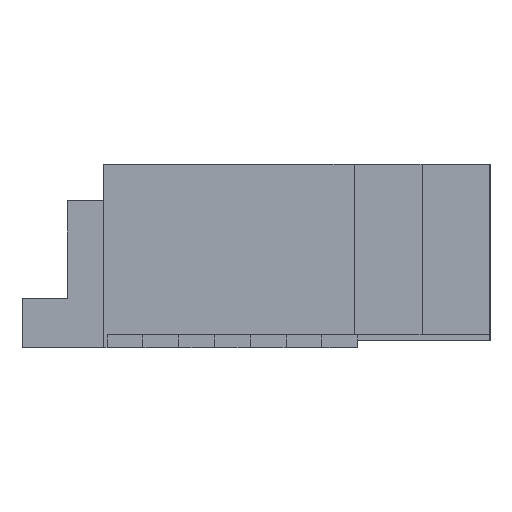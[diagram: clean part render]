
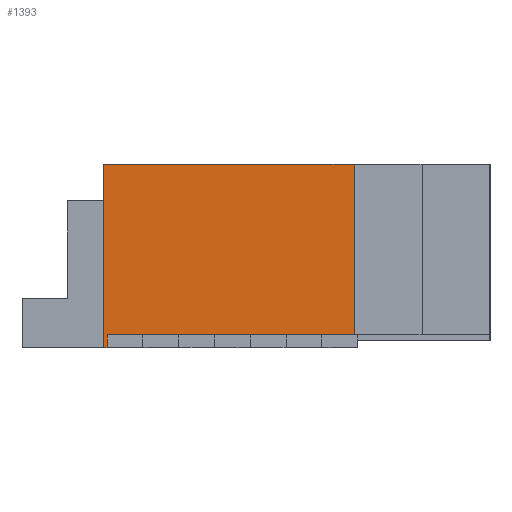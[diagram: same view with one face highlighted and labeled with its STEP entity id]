
A CAD part, left-side view. The second image highlights one B-rep face of the part: STEP entity #1393.
In plain terms, the highlighted planar face has unit normal (-1, 0, 0).
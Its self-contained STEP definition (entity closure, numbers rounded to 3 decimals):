
#40 = VERTEX_POINT('',#41);
#41 = CARTESIAN_POINT('',(-9.935,0.8,2.56));
#47 = EDGE_CURVE('',#48,#40,#50,.T.);
#48 = VERTEX_POINT('',#49);
#49 = CARTESIAN_POINT('',(-9.935,0.8,0.));
#50 = LINE('',#51,#52);
#51 = CARTESIAN_POINT('',(-9.935,0.8,0.));
#52 = VECTOR('',#53,1.);
#53 = DIRECTION('',(0.,0.,1.));
#550 = VERTEX_POINT('',#551);
#551 = CARTESIAN_POINT('',(-9.935,0.75,0.));
#557 = EDGE_CURVE('',#48,#550,#558,.T.);
#558 = LINE('',#559,#560);
#559 = CARTESIAN_POINT('',(-9.935,0.8,0.));
#560 = VECTOR('',#561,1.);
#561 = DIRECTION('',(0.,-1.,0.));
#1393 = ADVANCED_FACE('',(#1394),#1428,.F.);
#1394 = FACE_BOUND('',#1395,.F.);
#1395 = EDGE_LOOP('',(#1396,#1397,#1398,#1406,#1414,#1422));
#1396 = ORIENTED_EDGE('',*,*,#557,.F.);
#1397 = ORIENTED_EDGE('',*,*,#47,.T.);
#1398 = ORIENTED_EDGE('',*,*,#1399,.T.);
#1399 = EDGE_CURVE('',#40,#1400,#1402,.T.);
#1400 = VERTEX_POINT('',#1401);
#1401 = CARTESIAN_POINT('',(-9.935,-2.7,2.56));
#1402 = LINE('',#1403,#1404);
#1403 = CARTESIAN_POINT('',(-9.935,0.8,2.56));
#1404 = VECTOR('',#1405,1.);
#1405 = DIRECTION('',(0.,-1.,0.));
#1406 = ORIENTED_EDGE('',*,*,#1407,.F.);
#1407 = EDGE_CURVE('',#1408,#1400,#1410,.T.);
#1408 = VERTEX_POINT('',#1409);
#1409 = CARTESIAN_POINT('',(-9.935,-2.7,0.18));
#1410 = LINE('',#1411,#1412);
#1411 = CARTESIAN_POINT('',(-9.935,-2.7,0.));
#1412 = VECTOR('',#1413,1.);
#1413 = DIRECTION('',(0.,0.,1.));
#1414 = ORIENTED_EDGE('',*,*,#1415,.F.);
#1415 = EDGE_CURVE('',#1416,#1408,#1418,.T.);
#1416 = VERTEX_POINT('',#1417);
#1417 = CARTESIAN_POINT('',(-9.935,0.75,0.18));
#1418 = LINE('',#1419,#1420);
#1419 = CARTESIAN_POINT('',(-9.935,-0.1,0.18));
#1420 = VECTOR('',#1421,1.);
#1421 = DIRECTION('',(0.,-1.,0.));
#1422 = ORIENTED_EDGE('',*,*,#1423,.T.);
#1423 = EDGE_CURVE('',#1416,#550,#1424,.T.);
#1424 = LINE('',#1425,#1426);
#1425 = CARTESIAN_POINT('',(-9.935,0.75,0.));
#1426 = VECTOR('',#1427,1.);
#1427 = DIRECTION('',(-0.,0.,-1.));
#1428 = PLANE('',#1429);
#1429 = AXIS2_PLACEMENT_3D('',#1430,#1431,#1432);
#1430 = CARTESIAN_POINT('',(-9.935,0.8,0.));
#1431 = DIRECTION('',(1.,0.,0.));
#1432 = DIRECTION('',(0.,-1.,0.));
